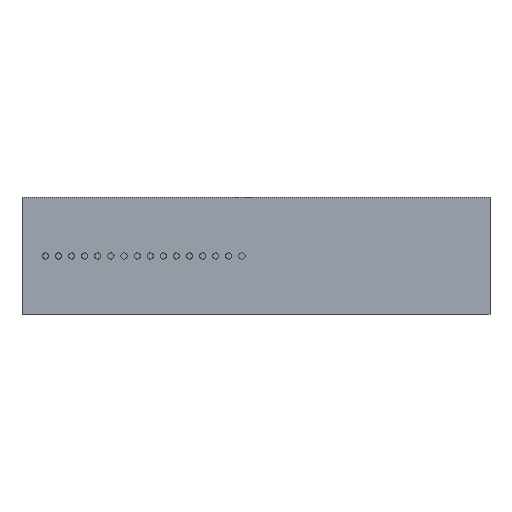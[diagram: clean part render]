
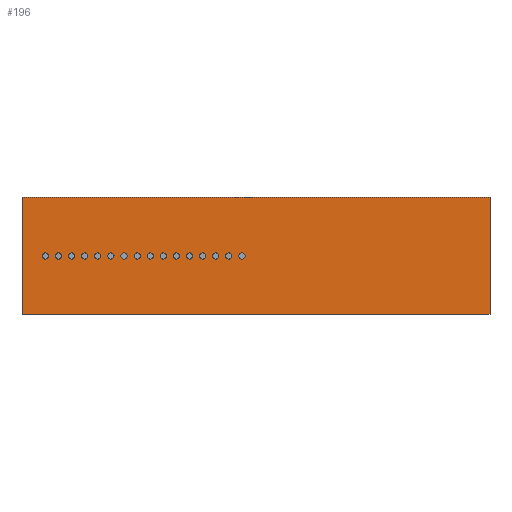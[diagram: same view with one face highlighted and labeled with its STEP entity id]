
A CAD part, front view. The second image highlights one B-rep face of the part: STEP entity #196.
In plain terms, the highlighted planar face has unit normal (0, -1, 0).
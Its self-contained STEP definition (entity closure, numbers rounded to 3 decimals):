
#91=FACE_BOUND('',#314,.T.);
#92=FACE_BOUND('',#315,.T.);
#93=FACE_BOUND('',#316,.T.);
#94=FACE_BOUND('',#317,.T.);
#95=FACE_BOUND('',#318,.T.);
#96=FACE_BOUND('',#319,.T.);
#97=FACE_BOUND('',#320,.T.);
#98=FACE_BOUND('',#321,.T.);
#99=FACE_BOUND('',#322,.T.);
#100=FACE_BOUND('',#323,.T.);
#101=FACE_BOUND('',#324,.T.);
#102=FACE_BOUND('',#325,.T.);
#103=FACE_BOUND('',#326,.T.);
#104=FACE_BOUND('',#327,.T.);
#105=FACE_BOUND('',#328,.T.);
#106=FACE_BOUND('',#329,.T.);
#107=FACE_BOUND('',#330,.T.);
#150=CIRCLE('',#815,0.133);
#151=CIRCLE('',#816,0.133);
#152=CIRCLE('',#817,0.133);
#153=CIRCLE('',#818,0.133);
#154=CIRCLE('',#819,0.133);
#155=CIRCLE('',#820,0.133);
#156=CIRCLE('',#821,0.133);
#157=CIRCLE('',#822,0.133);
#158=CIRCLE('',#823,0.133);
#159=CIRCLE('',#824,0.133);
#160=CIRCLE('',#825,0.133);
#161=CIRCLE('',#826,0.133);
#162=CIRCLE('',#827,0.133);
#163=CIRCLE('',#828,0.133);
#164=CIRCLE('',#829,0.133);
#165=CIRCLE('',#830,0.133);
#196=ADVANCED_FACE('',(#91,#92,#93,#94,#95,#96,#97,#98,#99,#100,#101,#102,
#103,#104,#105,#106,#107),#252,.F.);
#252=PLANE('',#831);
#314=EDGE_LOOP('',(#412));
#315=EDGE_LOOP('',(#413));
#316=EDGE_LOOP('',(#414));
#317=EDGE_LOOP('',(#415));
#318=EDGE_LOOP('',(#416));
#319=EDGE_LOOP('',(#417));
#320=EDGE_LOOP('',(#418));
#321=EDGE_LOOP('',(#419));
#322=EDGE_LOOP('',(#420));
#323=EDGE_LOOP('',(#421));
#324=EDGE_LOOP('',(#422));
#325=EDGE_LOOP('',(#423));
#326=EDGE_LOOP('',(#424));
#327=EDGE_LOOP('',(#425));
#328=EDGE_LOOP('',(#426));
#329=EDGE_LOOP('',(#427));
#330=EDGE_LOOP('',(#428,#429,#430,#431));
#412=ORIENTED_EDGE('',*,*,#676,.F.);
#413=ORIENTED_EDGE('',*,*,#677,.F.);
#414=ORIENTED_EDGE('',*,*,#678,.F.);
#415=ORIENTED_EDGE('',*,*,#679,.F.);
#416=ORIENTED_EDGE('',*,*,#680,.F.);
#417=ORIENTED_EDGE('',*,*,#681,.F.);
#418=ORIENTED_EDGE('',*,*,#682,.F.);
#419=ORIENTED_EDGE('',*,*,#683,.F.);
#420=ORIENTED_EDGE('',*,*,#684,.F.);
#421=ORIENTED_EDGE('',*,*,#685,.F.);
#422=ORIENTED_EDGE('',*,*,#686,.F.);
#423=ORIENTED_EDGE('',*,*,#687,.F.);
#424=ORIENTED_EDGE('',*,*,#688,.F.);
#425=ORIENTED_EDGE('',*,*,#689,.F.);
#426=ORIENTED_EDGE('',*,*,#690,.F.);
#427=ORIENTED_EDGE('',*,*,#691,.F.);
#428=ORIENTED_EDGE('',*,*,#692,.T.);
#429=ORIENTED_EDGE('',*,*,#693,.F.);
#430=ORIENTED_EDGE('',*,*,#694,.F.);
#431=ORIENTED_EDGE('',*,*,#673,.T.);
#599=VERTEX_POINT('',#1127);
#600=VERTEX_POINT('',#1129);
#602=VERTEX_POINT('',#1135);
#603=VERTEX_POINT('',#1137);
#604=VERTEX_POINT('',#1139);
#605=VERTEX_POINT('',#1141);
#606=VERTEX_POINT('',#1143);
#607=VERTEX_POINT('',#1145);
#608=VERTEX_POINT('',#1147);
#609=VERTEX_POINT('',#1149);
#610=VERTEX_POINT('',#1151);
#611=VERTEX_POINT('',#1153);
#612=VERTEX_POINT('',#1155);
#613=VERTEX_POINT('',#1157);
#614=VERTEX_POINT('',#1159);
#615=VERTEX_POINT('',#1161);
#616=VERTEX_POINT('',#1163);
#617=VERTEX_POINT('',#1165);
#618=VERTEX_POINT('',#1167);
#619=VERTEX_POINT('',#1169);
#673=EDGE_CURVE('',#600,#599,#768,.T.);
#676=EDGE_CURVE('',#602,#602,#150,.T.);
#677=EDGE_CURVE('',#603,#603,#151,.T.);
#678=EDGE_CURVE('',#604,#604,#152,.T.);
#679=EDGE_CURVE('',#605,#605,#153,.T.);
#680=EDGE_CURVE('',#606,#606,#154,.T.);
#681=EDGE_CURVE('',#607,#607,#155,.T.);
#682=EDGE_CURVE('',#608,#608,#156,.T.);
#683=EDGE_CURVE('',#609,#609,#157,.T.);
#684=EDGE_CURVE('',#610,#610,#158,.T.);
#685=EDGE_CURVE('',#611,#611,#159,.T.);
#686=EDGE_CURVE('',#612,#612,#160,.T.);
#687=EDGE_CURVE('',#613,#613,#161,.T.);
#688=EDGE_CURVE('',#614,#614,#162,.T.);
#689=EDGE_CURVE('',#615,#615,#163,.T.);
#690=EDGE_CURVE('',#616,#616,#164,.T.);
#691=EDGE_CURVE('',#617,#617,#165,.T.);
#692=EDGE_CURVE('',#599,#618,#771,.T.);
#693=EDGE_CURVE('',#619,#618,#772,.T.);
#694=EDGE_CURVE('',#600,#619,#773,.T.);
#768=LINE('',#1128,#791);
#771=LINE('',#1166,#794);
#772=LINE('',#1168,#795);
#773=LINE('',#1170,#796);
#791=VECTOR('',#912,1.);
#794=VECTOR('',#949,1.);
#795=VECTOR('',#950,1.);
#796=VECTOR('',#951,1.);
#815=AXIS2_PLACEMENT_3D('',#1134,#917,#918);
#816=AXIS2_PLACEMENT_3D('',#1136,#919,#920);
#817=AXIS2_PLACEMENT_3D('',#1138,#921,#922);
#818=AXIS2_PLACEMENT_3D('',#1140,#923,#924);
#819=AXIS2_PLACEMENT_3D('',#1142,#925,#926);
#820=AXIS2_PLACEMENT_3D('',#1144,#927,#928);
#821=AXIS2_PLACEMENT_3D('',#1146,#929,#930);
#822=AXIS2_PLACEMENT_3D('',#1148,#931,#932);
#823=AXIS2_PLACEMENT_3D('',#1150,#933,#934);
#824=AXIS2_PLACEMENT_3D('',#1152,#935,#936);
#825=AXIS2_PLACEMENT_3D('',#1154,#937,#938);
#826=AXIS2_PLACEMENT_3D('',#1156,#939,#940);
#827=AXIS2_PLACEMENT_3D('',#1158,#941,#942);
#828=AXIS2_PLACEMENT_3D('',#1160,#943,#944);
#829=AXIS2_PLACEMENT_3D('',#1162,#945,#946);
#830=AXIS2_PLACEMENT_3D('',#1164,#947,#948);
#831=AXIS2_PLACEMENT_3D('',#1171,#952,#953);
#912=DIRECTION('',(0.,0.,1.));
#917=DIRECTION('',(0.,-1.,0.));
#918=DIRECTION('',(0.,0.,1.));
#919=DIRECTION('',(0.,-1.,0.));
#920=DIRECTION('',(0.,0.,1.));
#921=DIRECTION('',(0.,-1.,0.));
#922=DIRECTION('',(0.,0.,1.));
#923=DIRECTION('',(0.,-1.,0.));
#924=DIRECTION('',(0.,0.,1.));
#925=DIRECTION('',(0.,-1.,0.));
#926=DIRECTION('',(0.,0.,1.));
#927=DIRECTION('',(0.,-1.,0.));
#928=DIRECTION('',(0.,0.,1.));
#929=DIRECTION('',(0.,-1.,0.));
#930=DIRECTION('',(0.,0.,1.));
#931=DIRECTION('',(0.,-1.,0.));
#932=DIRECTION('',(0.,0.,1.));
#933=DIRECTION('',(0.,-1.,0.));
#934=DIRECTION('',(0.,0.,1.));
#935=DIRECTION('',(0.,-1.,0.));
#936=DIRECTION('',(0.,0.,1.));
#937=DIRECTION('',(0.,-1.,0.));
#938=DIRECTION('',(0.,0.,1.));
#939=DIRECTION('',(0.,-1.,0.));
#940=DIRECTION('',(0.,0.,1.));
#941=DIRECTION('',(0.,-1.,0.));
#942=DIRECTION('',(0.,0.,1.));
#943=DIRECTION('',(0.,-1.,0.));
#944=DIRECTION('',(0.,0.,1.));
#945=DIRECTION('',(0.,-1.,0.));
#946=DIRECTION('',(0.,0.,1.));
#947=DIRECTION('',(0.,-1.,0.));
#948=DIRECTION('',(0.,0.,1.));
#949=DIRECTION('',(-1.,0.,0.));
#950=DIRECTION('',(0.,0.,1.));
#951=DIRECTION('',(-1.,0.,0.));
#952=DIRECTION('',(0.,1.,0.));
#953=DIRECTION('',(0.,0.,1.));
#1127=CARTESIAN_POINT('',(20.,0.,5.));
#1128=CARTESIAN_POINT('',(20.,0.,0.));
#1129=CARTESIAN_POINT('',(20.,0.,0.));
#1134=CARTESIAN_POINT('',(9.4,0.,2.5));
#1135=CARTESIAN_POINT('',(9.4,0.,2.633));
#1136=CARTESIAN_POINT('',(8.84,0.,2.5));
#1137=CARTESIAN_POINT('',(8.84,0.,2.633));
#1138=CARTESIAN_POINT('',(8.28,0.,2.5));
#1139=CARTESIAN_POINT('',(8.28,0.,2.633));
#1140=CARTESIAN_POINT('',(7.72,0.,2.5));
#1141=CARTESIAN_POINT('',(7.72,0.,2.633));
#1142=CARTESIAN_POINT('',(7.16,0.,2.5));
#1143=CARTESIAN_POINT('',(7.16,0.,2.633));
#1144=CARTESIAN_POINT('',(6.6,0.,2.5));
#1145=CARTESIAN_POINT('',(6.6,0.,2.633));
#1146=CARTESIAN_POINT('',(6.04,0.,2.5));
#1147=CARTESIAN_POINT('',(6.04,0.,2.633));
#1148=CARTESIAN_POINT('',(5.48,0.,2.5));
#1149=CARTESIAN_POINT('',(5.48,0.,2.633));
#1150=CARTESIAN_POINT('',(4.92,0.,2.5));
#1151=CARTESIAN_POINT('',(4.92,0.,2.633));
#1152=CARTESIAN_POINT('',(4.36,0.,2.5));
#1153=CARTESIAN_POINT('',(4.36,0.,2.633));
#1154=CARTESIAN_POINT('',(3.8,0.,2.5));
#1155=CARTESIAN_POINT('',(3.8,0.,2.633));
#1156=CARTESIAN_POINT('',(3.24,0.,2.5));
#1157=CARTESIAN_POINT('',(3.24,0.,2.633));
#1158=CARTESIAN_POINT('',(2.68,0.,2.5));
#1159=CARTESIAN_POINT('',(2.68,0.,2.633));
#1160=CARTESIAN_POINT('',(2.12,0.,2.5));
#1161=CARTESIAN_POINT('',(2.12,0.,2.633));
#1162=CARTESIAN_POINT('',(1.56,0.,2.5));
#1163=CARTESIAN_POINT('',(1.56,0.,2.633));
#1164=CARTESIAN_POINT('',(1.,0.,2.5));
#1165=CARTESIAN_POINT('',(1.,0.,2.633));
#1166=CARTESIAN_POINT('',(20.,0.,5.));
#1167=CARTESIAN_POINT('',(0.,0.,5.));
#1168=CARTESIAN_POINT('',(0.,0.,0.));
#1169=CARTESIAN_POINT('',(0.,0.,0.));
#1170=CARTESIAN_POINT('',(20.,0.,0.));
#1171=CARTESIAN_POINT('',(20.,0.,0.));
